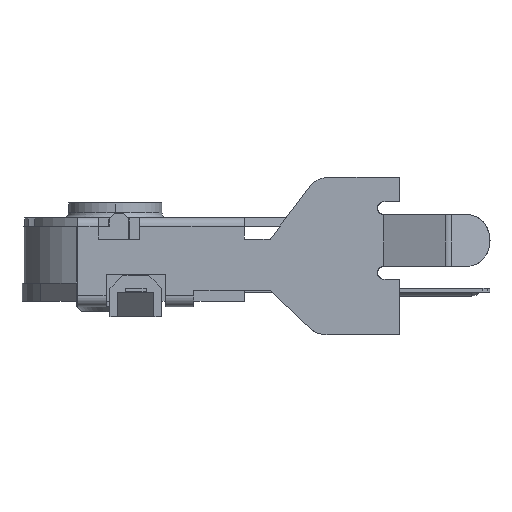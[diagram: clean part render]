
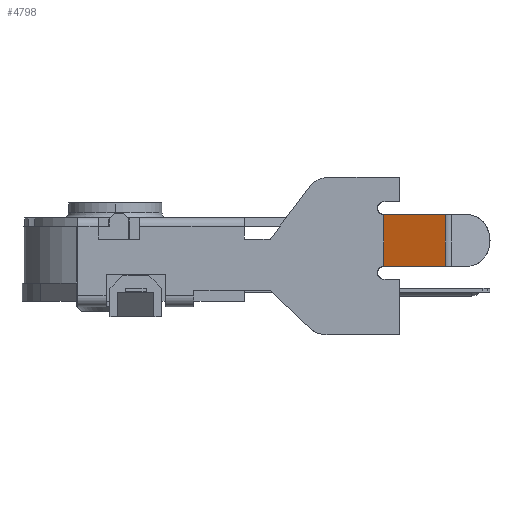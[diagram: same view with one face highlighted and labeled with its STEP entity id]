
A CAD part, left-side view. The second image highlights one B-rep face of the part: STEP entity #4798.
In plain terms, the highlighted planar face has unit normal (-0.947, 0.322, 0).
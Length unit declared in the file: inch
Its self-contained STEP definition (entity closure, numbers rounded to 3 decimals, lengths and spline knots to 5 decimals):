
#765 = VERTEX_POINT ( 'NONE', #3145 ) ;
#1620 = CARTESIAN_POINT ( 'NONE',  ( -0.21869, -0.50264, 0.13189 ) ) ;
#1970 = EDGE_CURVE ( 'NONE', #12624, #765, #4695, .T. ) ;
#3145 = CARTESIAN_POINT ( 'NONE',  ( -0.21869, -0.50264, 0.05315 ) ) ;
#3505 = VERTEX_POINT ( 'NONE', #1620 ) ;
#4355 = VERTEX_POINT ( 'NONE', #19705 ) ;
#4695 = LINE ( 'NONE', #17082, #15967 ) ;
#4798 = ADVANCED_FACE ( 'NONE', ( #5657 ), #16927, .T. ) ;
#5304 = ORIENTED_EDGE ( 'NONE', *, *, #7319, .T. ) ;
#5657 = FACE_OUTER_BOUND ( 'NONE', #5950, .T. ) ;
#5950 = EDGE_LOOP ( 'NONE', ( #5304, #14360, #13106, #15415 ) ) ;
#6055 = LINE ( 'NONE', #15183, #17364 ) ;
#7195 = AXIS2_PLACEMENT_3D ( 'NONE', #11020, #12440, #10828 ) ;
#7319 = EDGE_CURVE ( 'NONE', #4355, #12624, #7676, .T. ) ;
#7532 = LINE ( 'NONE', #19792, #10851 ) ;
#7577 = CARTESIAN_POINT ( 'NONE',  ( -0.18701, -0.40945, -0.11471 ) ) ;
#7676 = LINE ( 'NONE', #7577, #19157 ) ;
#10828 = DIRECTION ( 'NONE',  ( -0.322, -0.947, 0. ) ) ;
#10851 = VECTOR ( 'NONE', #12083, 39.37008 ) ;
#11020 = CARTESIAN_POINT ( 'NONE',  ( -0.18701, -0.40945, -0.11471 ) ) ;
#12083 = DIRECTION ( 'NONE',  ( 0.322, 0.947, 0. ) ) ;
#12237 = DIRECTION ( 'NONE',  ( 0., 0., 1. ) ) ;
#12440 = DIRECTION ( 'NONE',  ( -0.947, 0.322, 0. ) ) ;
#12624 = VERTEX_POINT ( 'NONE', #12653 ) ;
#12653 = CARTESIAN_POINT ( 'NONE',  ( -0.18701, -0.40945, 0.05315 ) ) ;
#13106 = ORIENTED_EDGE ( 'NONE', *, *, #15961, .T. ) ;
#13860 = DIRECTION ( 'NONE',  ( 0., 0., -1. ) ) ;
#14360 = ORIENTED_EDGE ( 'NONE', *, *, #1970, .T. ) ;
#15183 = CARTESIAN_POINT ( 'NONE',  ( -0.21869, -0.50264, -0.11471 ) ) ;
#15415 = ORIENTED_EDGE ( 'NONE', *, *, #15568, .T. ) ;
#15568 = EDGE_CURVE ( 'NONE', #3505, #4355, #7532, .T. ) ;
#15961 = EDGE_CURVE ( 'NONE', #765, #3505, #6055, .T. ) ;
#15967 = VECTOR ( 'NONE', #20012, 39.37008 ) ;
#16927 = PLANE ( 'NONE',  #7195 ) ;
#17082 = CARTESIAN_POINT ( 'NONE',  ( -0.18701, -0.40945, 0.05315 ) ) ;
#17364 = VECTOR ( 'NONE', #12237, 39.37008 ) ;
#19157 = VECTOR ( 'NONE', #13860, 39.37008 ) ;
#19705 = CARTESIAN_POINT ( 'NONE',  ( -0.18701, -0.40945, 0.13189 ) ) ;
#19792 = CARTESIAN_POINT ( 'NONE',  ( -0.18701, -0.40945, 0.13189 ) ) ;
#20012 = DIRECTION ( 'NONE',  ( -0.322, -0.947, 0. ) ) ;
